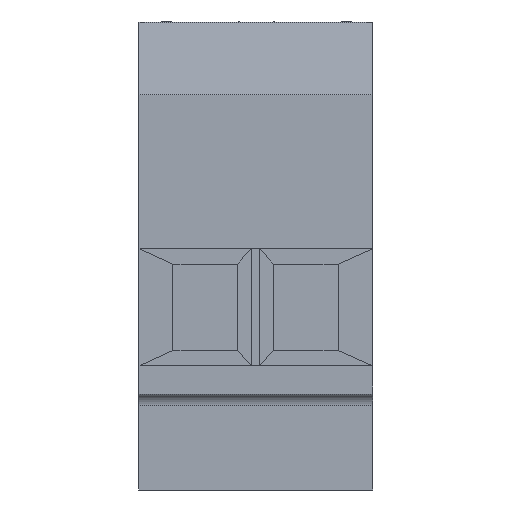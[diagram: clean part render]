
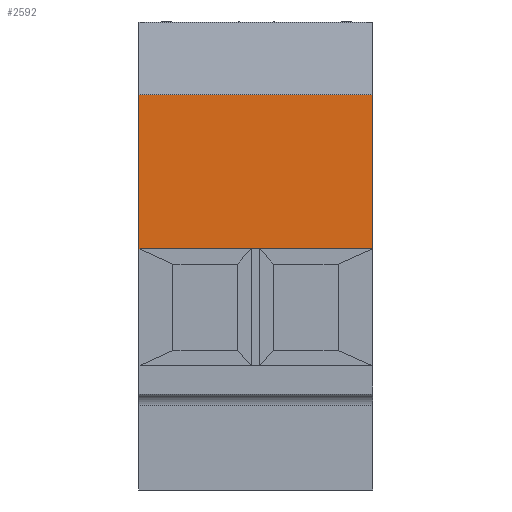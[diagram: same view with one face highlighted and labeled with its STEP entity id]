
A CAD part, left-side view. The second image highlights one B-rep face of the part: STEP entity #2592.
In plain terms, the highlighted planar face has unit normal (-1, 0, 0).
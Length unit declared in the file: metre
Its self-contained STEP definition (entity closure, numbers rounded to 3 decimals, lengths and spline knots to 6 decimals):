
#119=FACE_OUTER_BOUND('',#269,.T.);
#269=EDGE_LOOP('',(#1641,#1642,#1643,#1644,#1645,#1646));
#437=LINE('',#3756,#737);
#438=LINE('',#3758,#738);
#439=LINE('',#3760,#739);
#440=LINE('',#3762,#740);
#441=LINE('',#3764,#741);
#442=LINE('',#3765,#742);
#737=VECTOR('',#3012,0.000357);
#738=VECTOR('',#3013,0.004853);
#739=VECTOR('',#3014,0.006584);
#740=VECTOR('',#3015,0.01);
#741=VECTOR('',#3016,0.006584);
#742=VECTOR('',#3017,0.00479);
#1053=VERTEX_POINT('',#3754);
#1054=VERTEX_POINT('',#3755);
#1055=VERTEX_POINT('',#3757);
#1056=VERTEX_POINT('',#3759);
#1057=VERTEX_POINT('',#3761);
#1058=VERTEX_POINT('',#3763);
#1277=EDGE_CURVE('',#1053,#1054,#437,.T.);
#1278=EDGE_CURVE('',#1055,#1053,#438,.T.);
#1279=EDGE_CURVE('',#1056,#1055,#439,.T.);
#1280=EDGE_CURVE('',#1057,#1056,#440,.T.);
#1281=EDGE_CURVE('',#1057,#1058,#441,.T.);
#1282=EDGE_CURVE('',#1058,#1054,#442,.T.);
#1641=ORIENTED_EDGE('',*,*,#1277,.F.);
#1642=ORIENTED_EDGE('',*,*,#1278,.F.);
#1643=ORIENTED_EDGE('',*,*,#1279,.F.);
#1644=ORIENTED_EDGE('',*,*,#1280,.F.);
#1645=ORIENTED_EDGE('',*,*,#1281,.T.);
#1646=ORIENTED_EDGE('',*,*,#1282,.T.);
#2331=PLANE('',#2756);
#2592=ADVANCED_FACE('',(#119),#2331,.T.);
#2756=AXIS2_PLACEMENT_3D('',#3753,#3010,#3011);
#3010=DIRECTION('center_axis',(-1.,0.,0.));
#3011=DIRECTION('ref_axis',(0.,0.,1.));
#3012=DIRECTION('',(0.,1.,0.));
#3013=DIRECTION('',(0.,1.,0.));
#3014=DIRECTION('',(0.,0.,-1.));
#3015=DIRECTION('',(0.,-1.,0.));
#3016=DIRECTION('',(0.,0.,-1.));
#3017=DIRECTION('',(0.,-1.,0.));
#3753=CARTESIAN_POINT('Origin',(-0.015,0.01,0.016891));
#3754=CARTESIAN_POINT('',(-0.015,0.004853,0.010307));
#3755=CARTESIAN_POINT('',(-0.015,0.00521,0.010307));
#3756=CARTESIAN_POINT('',(-0.015,0.004853,0.010307));
#3757=CARTESIAN_POINT('',(-0.015,0.,0.010307));
#3758=CARTESIAN_POINT('',(-0.015,0.,0.010307));
#3759=CARTESIAN_POINT('',(-0.015,0.,0.016891));
#3760=CARTESIAN_POINT('',(-0.015,0.,0.016891));
#3761=CARTESIAN_POINT('',(-0.015,0.01,0.016891));
#3762=CARTESIAN_POINT('',(-0.015,0.01,0.016891));
#3763=CARTESIAN_POINT('',(-0.015,0.01,0.010307));
#3764=CARTESIAN_POINT('',(-0.015,0.01,0.016891));
#3765=CARTESIAN_POINT('',(-0.015,0.01,0.010307));
